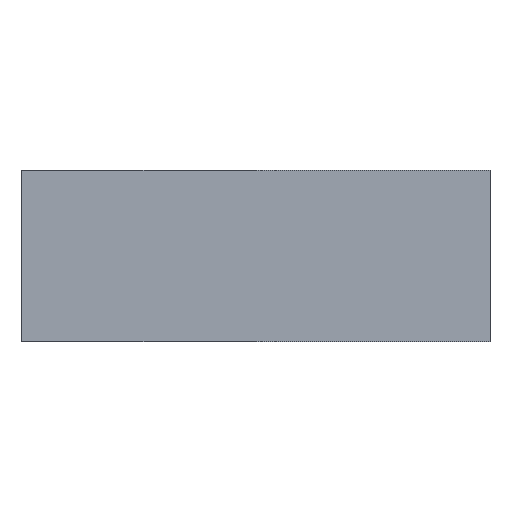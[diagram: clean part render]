
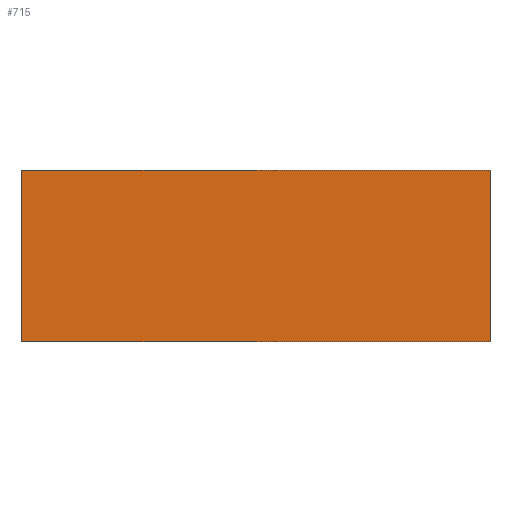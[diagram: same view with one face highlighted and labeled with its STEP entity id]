
A CAD part, front view. The second image highlights one B-rep face of the part: STEP entity #715.
In plain terms, the highlighted planar face has unit normal (0, -1, 0).
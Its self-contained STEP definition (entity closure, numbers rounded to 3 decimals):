
#43=PLANE('',#769);
#79=FACE_OUTER_BOUND('',#115,.T.);
#115=EDGE_LOOP('',(#643,#644,#645,#646));
#173=LINE('',#1145,#265);
#207=LINE('',#1219,#299);
#208=LINE('',#1220,#300);
#209=LINE('',#1221,#301);
#265=VECTOR('',#859,10.);
#299=VECTOR('',#921,10.);
#300=VECTOR('',#922,10.);
#301=VECTOR('',#923,10.);
#353=VERTEX_POINT('',#1142);
#354=VERTEX_POINT('',#1144);
#379=VERTEX_POINT('',#1217);
#380=VERTEX_POINT('',#1218);
#435=EDGE_CURVE('',#354,#353,#173,.T.);
#473=EDGE_CURVE('',#379,#380,#207,.T.);
#474=EDGE_CURVE('',#380,#354,#208,.T.);
#475=EDGE_CURVE('',#353,#379,#209,.T.);
#643=ORIENTED_EDGE('',*,*,#473,.T.);
#644=ORIENTED_EDGE('',*,*,#474,.T.);
#645=ORIENTED_EDGE('',*,*,#435,.T.);
#646=ORIENTED_EDGE('',*,*,#475,.T.);
#715=ADVANCED_FACE('',(#79),#43,.F.);
#769=AXIS2_PLACEMENT_3D('',#1216,#919,#920);
#859=DIRECTION('',(-1.,0.,0.));
#919=DIRECTION('center_axis',(0.,1.,0.));
#920=DIRECTION('ref_axis',(0.,0.,1.));
#921=DIRECTION('',(1.,0.,0.));
#922=DIRECTION('',(0.,0.,1.));
#923=DIRECTION('',(0.,0.,-1.));
#1142=CARTESIAN_POINT('',(285.1,-297.942,48.175));
#1144=CARTESIAN_POINT('',(407.924,-297.942,48.175));
#1145=CARTESIAN_POINT('',(305.968,-297.942,48.175));
#1216=CARTESIAN_POINT('Origin',(360.424,-297.942,25.675));
#1217=CARTESIAN_POINT('',(285.1,-297.942,3.175));
#1218=CARTESIAN_POINT('',(407.924,-297.942,3.175));
#1219=CARTESIAN_POINT('',(336.674,-297.942,3.175));
#1220=CARTESIAN_POINT('',(407.924,-297.942,14.425));
#1221=CARTESIAN_POINT('',(285.1,-297.942,36.925));
